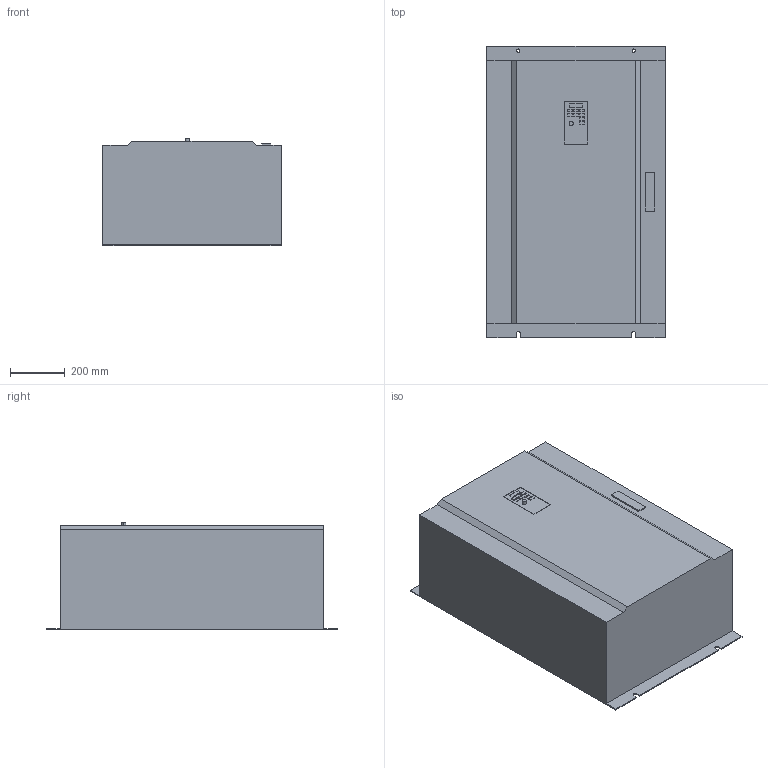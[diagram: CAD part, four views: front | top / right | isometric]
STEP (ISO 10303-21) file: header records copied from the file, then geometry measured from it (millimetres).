
FILE_DESCRIPTION (( 'STEP AP214' ), '1' );
FILE_NAME ('Ïðåîáðàçîâàòåëü ÷àñòîòû VECTOR-100_VT100-220-3.STEP', '2018-04-02T13:17:37', ( '' ), ( '' ), 'SwSTEP 2.0', 'SolidWorks 2017', '' );
FILE_SCHEMA (( 'AUTOMOTIVE_DESIGN' ));
Length unit declared in the file: millimetre
Products named in the file (1): Ïðåîáðàçîâàòåëü ÷àñòîòû VECTOR-100_VT100-220-3
Bounding box: 650 x 1060 x 390.5 mm (x, y, z)
Volume: 234811626 mm3; surface area: 2582204.7 mm2
Topology: 1 solids, 1 shells, 84 faces, 210 edges, 140 vertices
Faces by surface type: plane 76, cylinder 8
Entity records: 2688 total; most frequent: CARTESIAN_POINT 435, ORIENTED_EDGE 420, DIRECTION 396, EDGE_CURVE 210, VECTOR 194, LINE 194, VERTEX_POINT 140, AXIS2_PLACEMENT_3D 101
